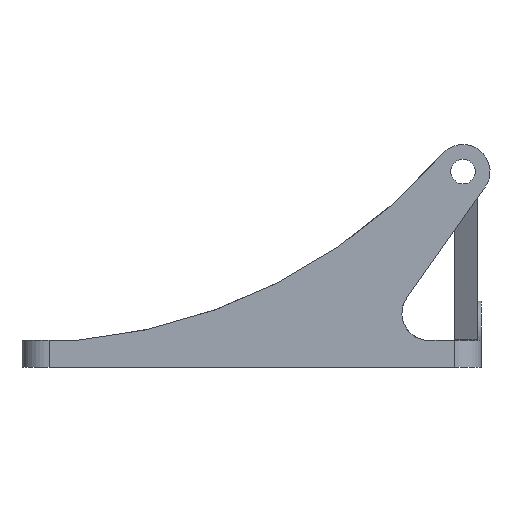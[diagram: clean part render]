
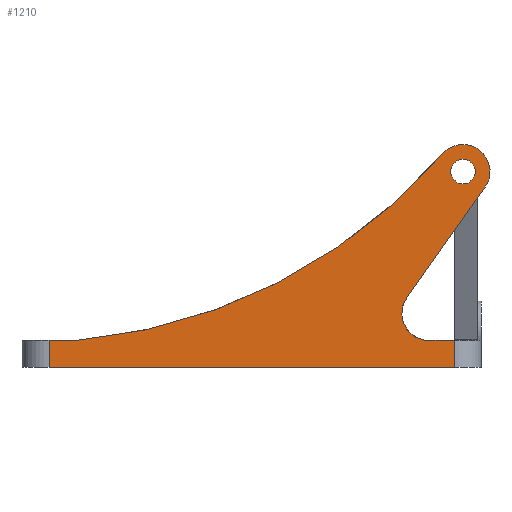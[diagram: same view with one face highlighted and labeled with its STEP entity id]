
A CAD part, left-side view. The second image highlights one B-rep face of the part: STEP entity #1210.
In plain terms, the highlighted planar face has unit normal (-1, 0, 0).
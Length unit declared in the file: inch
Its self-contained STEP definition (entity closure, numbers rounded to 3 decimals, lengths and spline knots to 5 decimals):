
#23=FACE_BOUND('',#254,.T.);
#79=CIRCLE('',#1260,0.2);
#122=CIRCLE('',#1327,4.05604);
#124=CIRCLE('',#1330,0.091);
#126=CIRCLE('',#1333,0.2);
#186=FACE_OUTER_BOUND('',#253,.T.);
#253=EDGE_LOOP('',(#1053,#1054,#1055,#1056,#1057,#1058,#1059,#1060,#1061,
#1062));
#254=EDGE_LOOP('',(#1063));
#287=LINE('',#1755,#393);
#289=LINE('',#1760,#395);
#326=LINE('',#1901,#432);
#356=LINE('',#2034,#462);
#365=LINE('',#2078,#471);
#366=LINE('',#2079,#472);
#367=LINE('',#2080,#473);
#393=VECTOR('',#1392,0.3937);
#395=VECTOR('',#1396,0.3937);
#432=VECTOR('',#1501,0.3937);
#462=VECTOR('',#1625,0.3937);
#471=VECTOR('',#1680,0.3937);
#472=VECTOR('',#1681,0.3937);
#473=VECTOR('',#1682,0.3937);
#489=VERTEX_POINT('',#1731);
#496=VERTEX_POINT('',#1753);
#498=VERTEX_POINT('',#1759);
#526=VERTEX_POINT('',#1849);
#540=VERTEX_POINT('',#1900);
#579=VERTEX_POINT('',#2031);
#580=VERTEX_POINT('',#2033);
#584=VERTEX_POINT('',#2043);
#586=VERTEX_POINT('',#2049);
#591=VERTEX_POINT('',#2076);
#592=VERTEX_POINT('',#2077);
#617=EDGE_CURVE('',#489,#496,#287,.T.);
#619=EDGE_CURVE('',#498,#489,#289,.T.);
#658=EDGE_CURVE('',#498,#526,#79,.T.);
#678=EDGE_CURVE('',#526,#540,#326,.T.);
#739=EDGE_CURVE('',#579,#580,#356,.T.);
#744=EDGE_CURVE('',#580,#584,#122,.T.);
#748=EDGE_CURVE('',#586,#586,#124,.T.);
#750=EDGE_CURVE('',#496,#584,#126,.T.);
#761=EDGE_CURVE('',#591,#592,#365,.T.);
#762=EDGE_CURVE('',#591,#540,#366,.T.);
#763=EDGE_CURVE('',#592,#579,#367,.T.);
#1053=ORIENTED_EDGE('',*,*,#761,.F.);
#1054=ORIENTED_EDGE('',*,*,#762,.T.);
#1055=ORIENTED_EDGE('',*,*,#678,.F.);
#1056=ORIENTED_EDGE('',*,*,#658,.F.);
#1057=ORIENTED_EDGE('',*,*,#619,.T.);
#1058=ORIENTED_EDGE('',*,*,#617,.T.);
#1059=ORIENTED_EDGE('',*,*,#750,.T.);
#1060=ORIENTED_EDGE('',*,*,#744,.F.);
#1061=ORIENTED_EDGE('',*,*,#739,.F.);
#1062=ORIENTED_EDGE('',*,*,#763,.F.);
#1063=ORIENTED_EDGE('',*,*,#748,.T.);
#1155=PLANE('',#1345);
#1210=ADVANCED_FACE('',(#186,#23),#1155,.T.);
#1260=AXIS2_PLACEMENT_3D('',#1850,#1462,#1463);
#1327=AXIS2_PLACEMENT_3D('',#2044,#1635,#1636);
#1330=AXIS2_PLACEMENT_3D('',#2051,#1643,#1644);
#1333=AXIS2_PLACEMENT_3D('',#2054,#1649,#1650);
#1345=AXIS2_PLACEMENT_3D('',#2075,#1678,#1679);
#1392=DIRECTION('',(0.,-0.577,0.816));
#1396=DIRECTION('',(0.,-0.577,0.816));
#1462=DIRECTION('center_axis',(-1.,0.,0.));
#1463=DIRECTION('ref_axis',(0.,0.888,-0.46));
#1501=DIRECTION('',(0.,-1.,0.));
#1625=DIRECTION('',(0.,-1.,0.));
#1635=DIRECTION('center_axis',(-1.,0.,0.));
#1636=DIRECTION('ref_axis',(0.,-0.086,-0.996));
#1643=DIRECTION('center_axis',(1.,0.,0.));
#1644=DIRECTION('ref_axis',(0.,-1.,0.));
#1649=DIRECTION('center_axis',(-1.,0.,0.));
#1650=DIRECTION('ref_axis',(0.,-1.,0.));
#1678=DIRECTION('center_axis',(-1.,0.,0.));
#1679=DIRECTION('ref_axis',(0.,-1.,0.));
#1680=DIRECTION('',(0.,1.,0.));
#1681=DIRECTION('',(0.,0.,1.));
#1682=DIRECTION('',(0.,0.,1.));
#1731=CARTESIAN_POINT('',(-1.17815,-1.51652,1.25));
#1753=CARTESIAN_POINT('',(-1.17815,-1.57629,1.33452));
#1755=CARTESIAN_POINT('',(-1.17815,-0.774,0.2));
#1759=CARTESIAN_POINT('',(-1.17815,-0.99709,0.51548));
#1760=CARTESIAN_POINT('',(-1.17815,-0.774,0.2));
#1849=CARTESIAN_POINT('',(-1.17815,-1.16039,0.2));
#1850=CARTESIAN_POINT('Origin',(-1.17815,-1.16039,0.4));
#1900=CARTESIAN_POINT('',(-1.17815,-1.34799,0.2));
#1901=CARTESIAN_POINT('',(-1.17815,-1.34799,0.2));
#2031=CARTESIAN_POINT('',(-1.17815,1.65201,0.2));
#2033=CARTESIAN_POINT('',(-1.17815,1.45201,0.2));
#2034=CARTESIAN_POINT('',(-1.17815,-1.34799,0.2));
#2043=CARTESIAN_POINT('',(-1.17815,-1.26201,1.58116));
#2044=CARTESIAN_POINT('Origin',(-1.17815,1.80006,4.24107));
#2049=CARTESIAN_POINT('',(-1.17815,-1.32199,1.45));
#2051=CARTESIAN_POINT('Origin',(-1.17815,-1.41299,1.45));
#2054=CARTESIAN_POINT('Origin',(-1.17815,-1.41299,1.45));
#2075=CARTESIAN_POINT('Origin',(-1.17815,1.65201,0.));
#2076=CARTESIAN_POINT('',(-1.17815,-1.34799,0.));
#2077=CARTESIAN_POINT('',(-1.17815,1.65201,0.));
#2078=CARTESIAN_POINT('',(-1.17815,-1.34799,0.));
#2079=CARTESIAN_POINT('',(-1.17815,-1.34799,0.));
#2080=CARTESIAN_POINT('',(-1.17815,1.65201,0.));
